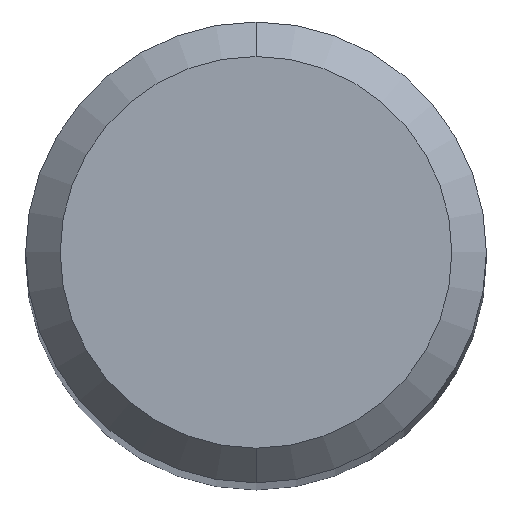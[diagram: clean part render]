
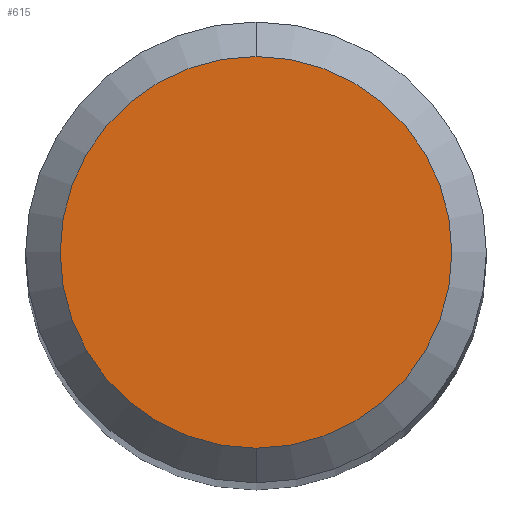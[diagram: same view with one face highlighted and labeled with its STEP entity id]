
A CAD part, top view. The second image highlights one B-rep face of the part: STEP entity #615.
In plain terms, the highlighted planar face has unit normal (0, 0, 1).
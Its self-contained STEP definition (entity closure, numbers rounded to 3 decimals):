
#615=ADVANCED_FACE('',(#1243),#1244,.T.);
#673=EDGE_CURVE('',#761,#783,#1304,.T.);
#717=EDGE_CURVE('',#783,#761,#1353,.T.);
#761=VERTEX_POINT('',#1400);
#783=VERTEX_POINT('',#1424);
#1243=FACE_OUTER_BOUND('',#3279,.T.);
#1244=PLANE('',#3280);
#1304=CIRCLE('',#3442,1.7);
#1353=CIRCLE('',#3913,1.7);
#1400=CARTESIAN_POINT('',(0.0,1.7,0.0));
#1424=CARTESIAN_POINT('',(0.,-1.7,0.0));
#3279=EDGE_LOOP('',(#5265,#5266));
#3280=AXIS2_PLACEMENT_3D('',#5267,#5268,#5269);
#3442=AXIS2_PLACEMENT_3D('',#5304,#5305,#5306);
#3913=AXIS2_PLACEMENT_3D('',#5363,#5364,#5365);
#5265=ORIENTED_EDGE('',*,*,#673,.F.);
#5266=ORIENTED_EDGE('',*,*,#717,.F.);
#5267=CARTESIAN_POINT('',(0.0,0.85,0.0));
#5268=DIRECTION('',(-0.0,0.0,1.0));
#5269=DIRECTION('',(0.0,-1.0,0.0));
#5304=CARTESIAN_POINT('',(0.0,0.0,0.0));
#5305=DIRECTION('',(0.0,0.0,-1.0));
#5306=DIRECTION('',(0.0,1.0,0.0));
#5363=CARTESIAN_POINT('',(0.0,0.0,0.0));
#5364=DIRECTION('',(0.0,0.0,-1.0));
#5365=DIRECTION('',(0.0,1.0,0.0));
